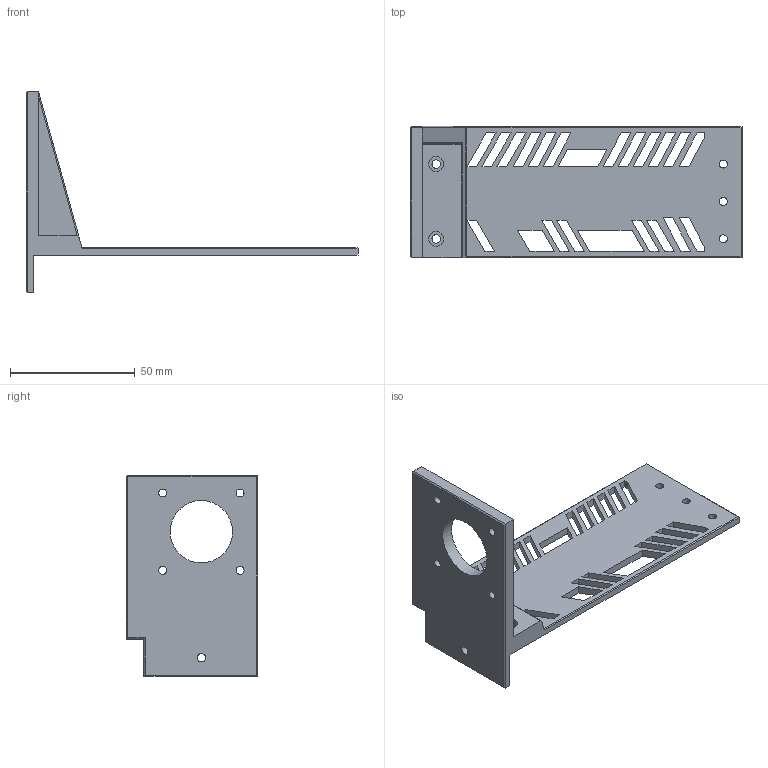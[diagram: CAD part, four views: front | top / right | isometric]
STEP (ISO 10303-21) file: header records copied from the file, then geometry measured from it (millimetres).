
FILE_DESCRIPTION(/* description */ ('STEP AP242','CAx-IF Rec.Pracs.---Representation and Presentation of Product Manufacturing Information (PMI)---4.0---2014-10-13','CAx-IF Rec.Pracs.---3D Tessellated Geometry---0.4---2014-09-14','2;1'),/* implementation_level */ '2;1');
FILE_NAME(/* name */ '684b1ace4efac255d2069c3a',/* time_stamp */ '2025-06-12T18:22:07Z',/* author */ (''),/* organization */ (''),/* preprocessor_version */ 'ST-DEVELOPER v20',/* originating_system */ 'ONSHAPE BY PTC INC, 1.199',/* authorisation */ ' ');
FILE_SCHEMA (('AP242_MANAGED_MODEL_BASED_3D_ENGINEERING_MIM_LF { 1 0 10303 442 1 1 4 }'));
Length unit declared in the file: metre
Products named in the file (1): Rear Panel
Bounding box: 133 x 52.5 x 80.5 mm (x, y, z)
Volume: 39816.8 mm3; surface area: 24169.8 mm2
Topology: 1 solids, 1 shells, 134 faces, 389 edges, 257 vertices
Faces by surface type: plane 121, cylinder 13
Full cylindrical faces by diameter (mm): 3.2 x7, 3.4 x3, 6 x2, 25 x1
Entity records: 4387 total; most frequent: CARTESIAN_POINT 758, ORIENTED_EDGE 742, DIRECTION 667, EDGE_CURVE 371, LINE 345, VECTOR 345, VERTEX_POINT 252, EDGE_LOOP 213
